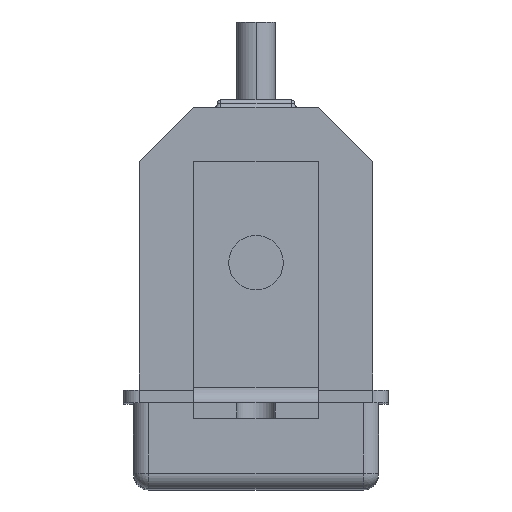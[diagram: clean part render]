
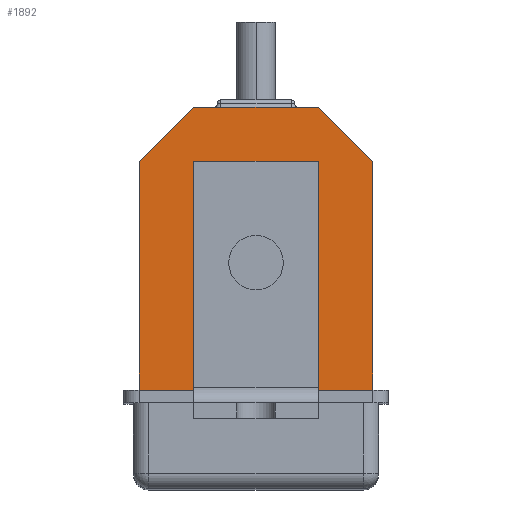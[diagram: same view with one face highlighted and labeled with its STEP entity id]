
A CAD part, top view. The second image highlights one B-rep face of the part: STEP entity #1892.
In plain terms, the highlighted planar face has unit normal (0, 0, 1).
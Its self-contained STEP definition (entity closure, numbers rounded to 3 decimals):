
#54=DIRECTION('',(-0.707,-0.707,0.));
#55=VECTOR('',#54,9.899);
#56=CARTESIAN_POINT('',(-8.,20.,51.25));
#57=LINE('',#56,#55);
#61=DIRECTION('',(0.707,-0.707,0.));
#62=VECTOR('',#61,9.899);
#63=CARTESIAN_POINT('',(8.,20.,51.25));
#64=LINE('',#63,#62);
#68=DIRECTION('',(1.,0.,0.));
#69=VECTOR('',#68,30.);
#70=CARTESIAN_POINT('',(-15.,-16.342,51.25));
#71=LINE('',#70,#69);
#75=CARTESIAN_POINT('',(0.,0.,51.25));
#76=DIRECTION('',(0.,0.,1.));
#77=DIRECTION('',(1.,0.,0.));
#78=AXIS2_PLACEMENT_3D('',#75,#76,#77);
#83=CARTESIAN_POINT('',(0.,0.,51.25));
#84=DIRECTION('',(0.,0.,1.));
#85=DIRECTION('',(-1.,0.,0.));
#86=AXIS2_PLACEMENT_3D('',#83,#84,#85);
#112=DIRECTION('',(-1.,0.,0.));
#113=VECTOR('',#112,16.);
#114=CARTESIAN_POINT('',(8.,20.,51.25));
#115=LINE('',#114,#113);
#200=DIRECTION('',(0.,1.,0.));
#201=VECTOR('',#200,29.342);
#202=CARTESIAN_POINT('',(15.,-16.342,51.25));
#203=LINE('',#202,#201);
#274=DIRECTION('',(0.,-1.,0.));
#275=VECTOR('',#274,29.342);
#276=CARTESIAN_POINT('',(-15.,13.,51.25));
#277=LINE('',#276,#275);
#1567=CARTESIAN_POINT('',(-15.,-16.342,51.25));
#1568=CARTESIAN_POINT('',(15.,-16.342,51.25));
#1569=VERTEX_POINT('',#1567);
#1570=VERTEX_POINT('',#1568);
#1575=CARTESIAN_POINT('',(8.,20.,51.25));
#1576=CARTESIAN_POINT('',(15.,13.,51.25));
#1577=VERTEX_POINT('',#1575);
#1578=VERTEX_POINT('',#1576);
#1583=CARTESIAN_POINT('',(-8.,20.,51.25));
#1584=CARTESIAN_POINT('',(-15.,13.,51.25));
#1585=VERTEX_POINT('',#1583);
#1586=VERTEX_POINT('',#1584);
#1767=CARTESIAN_POINT('',(3.5,0.,51.25));
#1768=CARTESIAN_POINT('',(-3.5,0.,51.25));
#1769=VERTEX_POINT('',#1767);
#1770=VERTEX_POINT('',#1768);
#1868=CARTESIAN_POINT('',(0.,0.,51.25));
#1869=DIRECTION('',(0.,0.,1.));
#1870=DIRECTION('',(1.,0.,0.));
#1871=AXIS2_PLACEMENT_3D('',#1868,#1869,#1870);
#1872=PLANE('',#1871);
#1873=ORIENTED_EDGE('',*,*,#1858,.F.);
#1875=ORIENTED_EDGE('',*,*,#1874,.F.);
#1877=ORIENTED_EDGE('',*,*,#1876,.T.);
#1879=ORIENTED_EDGE('',*,*,#1878,.F.);
#1881=ORIENTED_EDGE('',*,*,#1880,.F.);
#1883=ORIENTED_EDGE('',*,*,#1882,.F.);
#1884=EDGE_LOOP('',(#1873,#1875,#1877,#1879,#1881,#1883));
#1885=FACE_OUTER_BOUND('',#1884,.F.);
#1887=ORIENTED_EDGE('',*,*,#1886,.T.);
#1889=ORIENTED_EDGE('',*,*,#1888,.T.);
#1890=EDGE_LOOP('',(#1887,#1889));
#1891=FACE_BOUND('',#1890,.F.);
#1892=ADVANCED_FACE('',(#1885,#1891),#1872,.T.);
#79=CIRCLE('',#78,3.5);
#87=CIRCLE('',#86,3.5);
#1858=EDGE_CURVE('',#1585,#1586,#57,.T.);
#1874=EDGE_CURVE('',#1577,#1585,#115,.T.);
#1876=EDGE_CURVE('',#1577,#1578,#64,.T.);
#1878=EDGE_CURVE('',#1570,#1578,#203,.T.);
#1880=EDGE_CURVE('',#1569,#1570,#71,.T.);
#1882=EDGE_CURVE('',#1586,#1569,#277,.T.);
#1886=EDGE_CURVE('',#1769,#1770,#79,.T.);
#1888=EDGE_CURVE('',#1770,#1769,#87,.T.);
